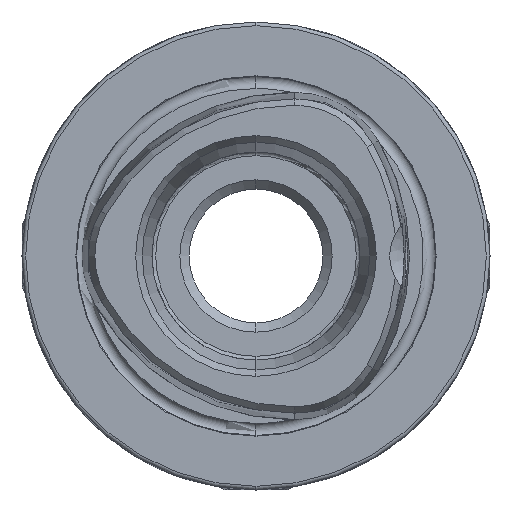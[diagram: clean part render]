
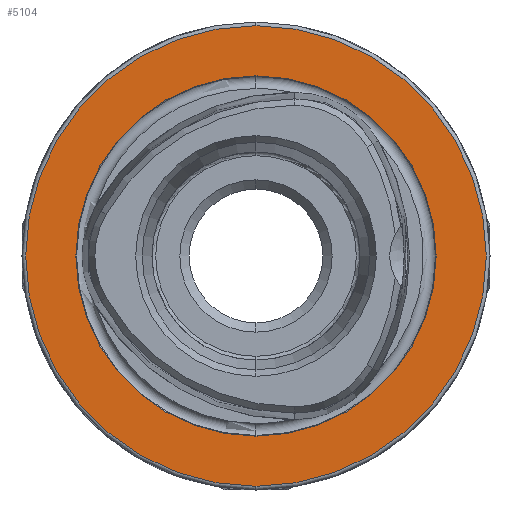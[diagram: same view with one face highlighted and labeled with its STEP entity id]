
A CAD part, left-side view. The second image highlights one B-rep face of the part: STEP entity #5104.
In plain terms, the highlighted planar face has unit normal (-1, 0, 0).
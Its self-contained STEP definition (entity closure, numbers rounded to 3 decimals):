
#103 = EDGE_CURVE ( 'NONE', #435, #5150, #6752, .T. ) ;
#332 = CARTESIAN_POINT ( 'NONE',  ( 0., 24.25, 0. ) ) ;
#435 = VERTEX_POINT ( 'NONE', #2274 ) ;
#446 = AXIS2_PLACEMENT_3D ( 'NONE', #3695, #3288, #3643 ) ;
#771 = EDGE_LOOP ( 'NONE', ( #2158, #2068 ) ) ;
#880 = FACE_BOUND ( 'NONE', #771, .T. ) ;
#1035 = VERTEX_POINT ( 'NONE', #1577 ) ;
#1464 = ORIENTED_EDGE ( 'NONE', *, *, #5592, .T. ) ;
#1577 = CARTESIAN_POINT ( 'NONE',  ( 0., 0., -31. ) ) ;
#1598 = EDGE_CURVE ( 'NONE', #5150, #435, #5693, .T. ) ;
#1727 = AXIS2_PLACEMENT_3D ( 'NONE', #6328, #3071, #6843 ) ;
#1794 = DIRECTION ( 'NONE',  ( 0., 0., 1. ) ) ;
#1819 = DIRECTION ( 'NONE',  ( -1., 0., 0. ) ) ;
#1847 = CARTESIAN_POINT ( 'NONE',  ( 0., 0., 0. ) ) ;
#1979 = ORIENTED_EDGE ( 'NONE', *, *, #4427, .T. ) ;
#2068 = ORIENTED_EDGE ( 'NONE', *, *, #1598, .F. ) ;
#2158 = ORIENTED_EDGE ( 'NONE', *, *, #103, .F. ) ;
#2274 = CARTESIAN_POINT ( 'NONE',  ( 0., 0., 24.25 ) ) ;
#2407 = CARTESIAN_POINT ( 'NONE',  ( 0., 0., 31. ) ) ;
#2565 = VERTEX_POINT ( 'NONE', #2407 ) ;
#2579 = PLANE ( 'NONE',  #3854 ) ;
#3071 = DIRECTION ( 'NONE',  ( -1., 0., 0. ) ) ;
#3146 = DIRECTION ( 'NONE',  ( 0., 0., -1. ) ) ;
#3196 = CARTESIAN_POINT ( 'NONE',  ( 0., 0., -24.25 ) ) ;
#3288 = DIRECTION ( 'NONE',  ( -1., 0., 0. ) ) ;
#3298 = DIRECTION ( 'NONE',  ( -1., 0., 0. ) ) ;
#3512 = EDGE_LOOP ( 'NONE', ( #1979, #1464 ) ) ;
#3643 = DIRECTION ( 'NONE',  ( 0., 0., 1. ) ) ;
#3695 = CARTESIAN_POINT ( 'NONE',  ( 0., 0., 0. ) ) ;
#3854 = AXIS2_PLACEMENT_3D ( 'NONE', #332, #6386, #3146 ) ;
#4427 = EDGE_CURVE ( 'NONE', #2565, #1035, #6428, .T. ) ;
#4985 = AXIS2_PLACEMENT_3D ( 'NONE', #1847, #1819, #1794 ) ;
#5043 = CIRCLE ( 'NONE', #1727, 31. ) ;
#5048 = FACE_OUTER_BOUND ( 'NONE', #3512, .T. ) ;
#5104 = ADVANCED_FACE ( 'NONE', ( #880, #5048 ), #2579, .F. ) ;
#5150 = VERTEX_POINT ( 'NONE', #3196 ) ;
#5592 = EDGE_CURVE ( 'NONE', #1035, #2565, #5043, .T. ) ;
#5693 = CIRCLE ( 'NONE', #446, 24.25 ) ;
#6328 = CARTESIAN_POINT ( 'NONE',  ( 0., 0., 0. ) ) ;
#6386 = DIRECTION ( 'NONE',  ( 1., 0., 0. ) ) ;
#6428 = CIRCLE ( 'NONE', #6774, 31. ) ;
#6530 = CARTESIAN_POINT ( 'NONE',  ( 0., 0., 0. ) ) ;
#6752 = CIRCLE ( 'NONE', #4985, 24.25 ) ;
#6774 = AXIS2_PLACEMENT_3D ( 'NONE', #6530, #3298, #7060 ) ;
#6843 = DIRECTION ( 'NONE',  ( 0., 0., 1. ) ) ;
#7060 = DIRECTION ( 'NONE',  ( 0., 0., 1. ) ) ;
